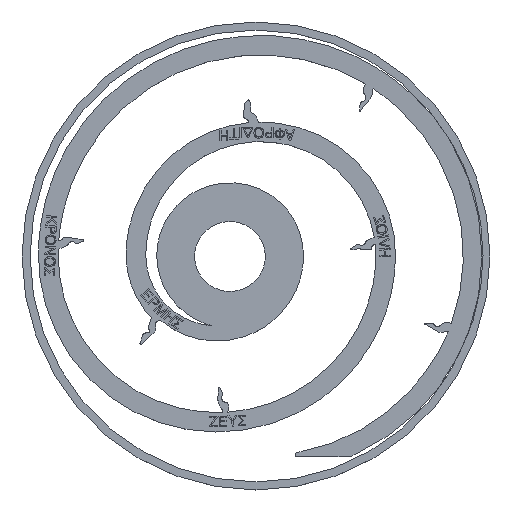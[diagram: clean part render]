
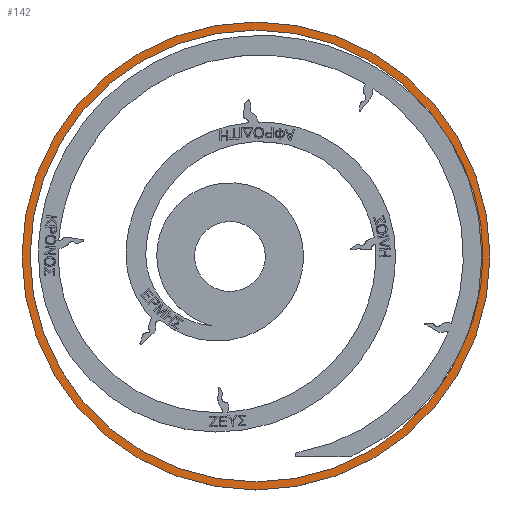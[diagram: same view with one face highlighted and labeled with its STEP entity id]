
A CAD part, top view. The second image highlights one B-rep face of the part: STEP entity #142.
In plain terms, the highlighted planar face has unit normal (0, 0, 1).
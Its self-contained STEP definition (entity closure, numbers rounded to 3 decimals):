
#34=CARTESIAN_POINT('',(-95.571,0.,4.));
#35=VERTEX_POINT('',#34);
#42=CARTESIAN_POINT('',(107.429,-0.,4.));
#43=VERTEX_POINT('',#42);
#44=CARTESIAN_POINT('',(5.929,0.,4.));
#45=DIRECTION('',(0.,0.,1.));
#46=DIRECTION('',(1.,0.,-0.));
#47=AXIS2_PLACEMENT_3D('',#44,#45,#46);
#48=CIRCLE('',#47,101.5);
#49=EDGE_CURVE('',#43,#35,#48,.T.);
#51=CARTESIAN_POINT('',(5.929,0.,4.));
#52=DIRECTION('',(0.,0.,1.));
#53=DIRECTION('',(1.,0.,-0.));
#54=AXIS2_PLACEMENT_3D('',#51,#52,#53);
#55=CIRCLE('',#54,101.5);
#56=EDGE_CURVE('',#35,#43,#55,.T.);
#85=CARTESIAN_POINT('',(-92.071,0.,4.));
#86=VERTEX_POINT('',#85);
#110=CARTESIAN_POINT('',(103.929,-0.,4.));
#111=VERTEX_POINT('',#110);
#112=CARTESIAN_POINT('',(5.929,0.,4.));
#113=DIRECTION('',(0.,0.,1.));
#114=DIRECTION('',(1.,0.,-0.));
#115=AXIS2_PLACEMENT_3D('',#112,#113,#114);
#116=CIRCLE('',#115,98.);
#117=EDGE_CURVE('',#86,#111,#116,.T.);
#119=CARTESIAN_POINT('',(5.929,0.,4.));
#120=DIRECTION('',(0.,0.,1.));
#121=DIRECTION('',(1.,0.,-0.));
#122=AXIS2_PLACEMENT_3D('',#119,#120,#121);
#123=CIRCLE('',#122,98.);
#124=EDGE_CURVE('',#111,#86,#123,.T.);
#129=CARTESIAN_POINT('',(-244.,0.,4.));
#130=DIRECTION('',(0.,0.,1.));
#131=DIRECTION('',(1.,0.,0.));
#132=AXIS2_PLACEMENT_3D('',#129,#130,#131);
#133=PLANE('',#132);
#134=ORIENTED_EDGE('',*,*,#49,.T.);
#135=ORIENTED_EDGE('',*,*,#56,.T.);
#136=EDGE_LOOP('',(#134,#135));
#137=FACE_BOUND('',#136,.T.);
#138=ORIENTED_EDGE('',*,*,#117,.F.);
#139=ORIENTED_EDGE('',*,*,#124,.F.);
#140=EDGE_LOOP('',(#138,#139));
#141=FACE_BOUND('',#140,.T.);
#142=ADVANCED_FACE('',(#137,#141),#133,.T.);
